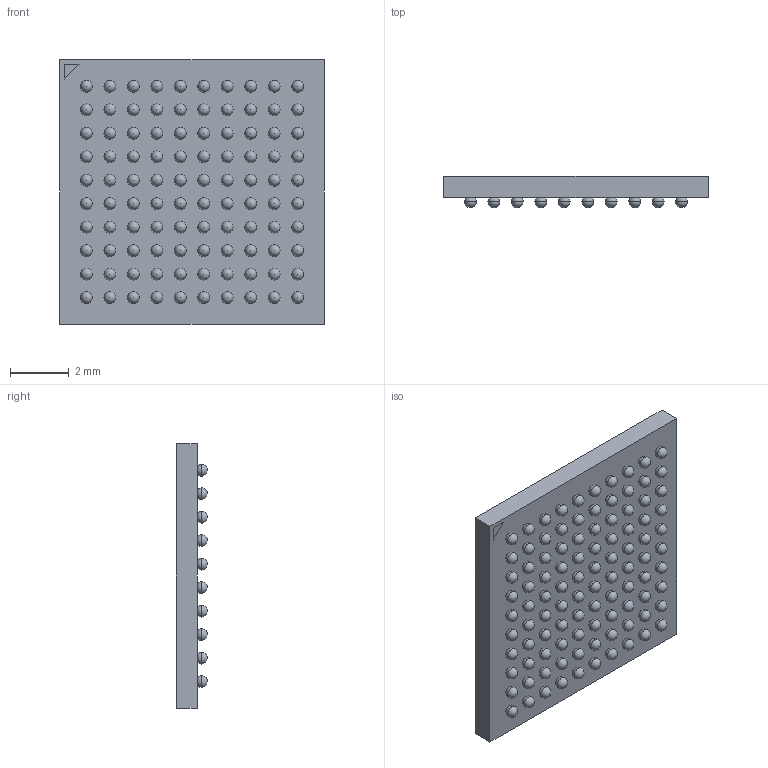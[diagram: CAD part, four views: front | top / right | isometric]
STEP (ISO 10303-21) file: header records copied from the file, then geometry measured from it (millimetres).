
FILE_DESCRIPTION (( 'STEP AP214' ), '1' );
FILE_NAME ('User Library-TFBGA100.STEP', '2017-03-11T22:11:46', ( 'Windows User' ), ( '' ), 'SwSTEP 2.0', 'SolidWorks 2017', '' );
FILE_SCHEMA (( 'AUTOMOTIVE_DESIGN' ));
Length unit declared in the file: millimetre
Products named in the file (1): User Library-TFBGA100
Bounding box: 9 x 1.06 x 9 mm (x, y, z)
Volume: 60.7 mm3; surface area: 226 mm2
Topology: 1 solids, 1 shells, 311 faces, 1082 edges, 788 vertices
Faces by surface type: sphere 200, plane 75, bspline 36
Entity records: 11999 total; most frequent: CARTESIAN_POINT 4402, DIRECTION 1562, ORIENTED_EDGE 1364, EDGE_CURVE 682, AXIS2_PLACEMENT_3D 676, VERTEX_POINT 588, EDGE_LOOP 526, CIRCLE 400
